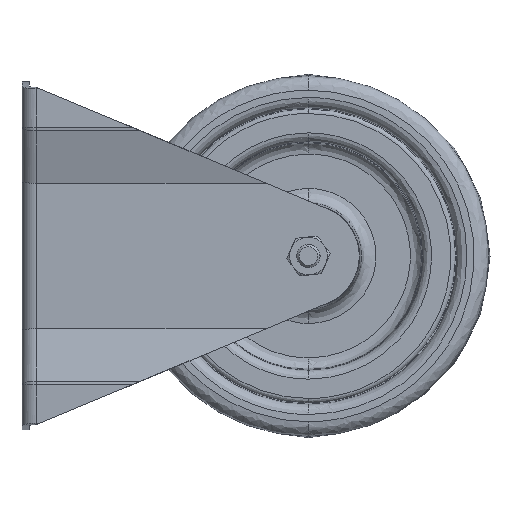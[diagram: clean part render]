
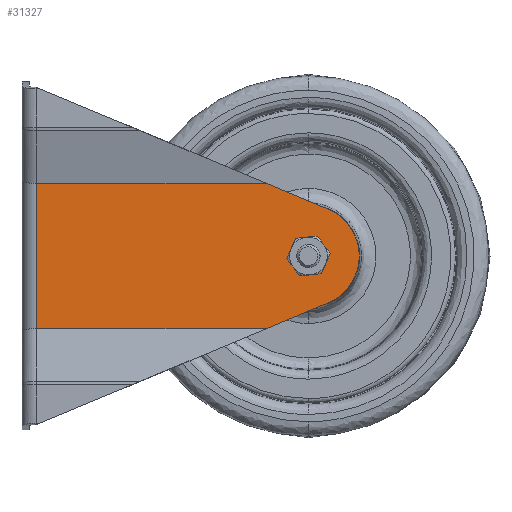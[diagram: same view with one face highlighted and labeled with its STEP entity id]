
A CAD part, left-side view. The second image highlights one B-rep face of the part: STEP entity #31327.
In plain terms, the highlighted face is planar.
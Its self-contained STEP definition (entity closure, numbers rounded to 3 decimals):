
#212 = PLANE ( 'NONE',  #15917 ) ;
#1242 = VERTEX_POINT ( 'NONE', #30418 ) ;
#1773 = CARTESIAN_POINT ( 'NONE',  ( 0., -21., 98.5 ) ) ;
#1962 = CARTESIAN_POINT ( 'NONE',  ( -25., -21., 130. ) ) ;
#2163 = CARTESIAN_POINT ( 'NONE',  ( 4.954, -21., 132.068 ) ) ;
#2408 = CARTESIAN_POINT ( 'NONE',  ( 0., -21., 102.75 ) ) ;
#2915 = CARTESIAN_POINT ( 'NONE',  ( 0., -21., 130. ) ) ;
#3180 = EDGE_CURVE ( 'NONE', #28352, #1242, #14075, .T. ) ;
#3846 = DIRECTION ( 'NONE',  ( 0., -1., 0. ) ) ;
#4388 = DIRECTION ( 'NONE',  ( 1., 0., 0. ) ) ;
#4439 = FACE_OUTER_BOUND ( 'NONE', #24324, .T. ) ;
#4929 = VECTOR ( 'NONE', #23702, 1000. ) ;
#5544 = DIRECTION ( 'NONE',  ( 1., 0., 0. ) ) ;
#5857 = CARTESIAN_POINT ( 'NONE',  ( 25., -21., 130. ) ) ;
#5945 = ORIENTED_EDGE ( 'NONE', *, *, #22897, .F. ) ;
#6069 = LINE ( 'NONE', #1962, #32393 ) ;
#6616 = CARTESIAN_POINT ( 'NONE',  ( 16.15, -21., 105.24 ) ) ;
#7170 = DIRECTION ( 'NONE',  ( 0., 0., -1. ) ) ;
#7346 = LINE ( 'NONE', #32749, #14130 ) ;
#8044 = EDGE_CURVE ( 'NONE', #22404, #19825, #31323, .T. ) ;
#8601 = DIRECTION ( 'NONE',  ( -0.385, 0., 0.923 ) ) ;
#9717 = ORIENTED_EDGE ( 'NONE', *, *, #12799, .T. ) ;
#11368 = CARTESIAN_POINT ( 'NONE',  ( 0., -21., 98.5 ) ) ;
#12020 = CARTESIAN_POINT ( 'NONE',  ( 25., -21., 5. ) ) ;
#12771 = AXIS2_PLACEMENT_3D ( 'NONE', #11368, #29178, #13912 ) ;
#12799 = EDGE_CURVE ( 'NONE', #29388, #28352, #21444, .T. ) ;
#13912 = DIRECTION ( 'NONE',  ( 1., 0., 0. ) ) ;
#14075 = CIRCLE ( 'NONE', #17366, 17.5 ) ;
#14130 = VECTOR ( 'NONE', #20013, 1000. ) ;
#14202 = AXIS2_PLACEMENT_3D ( 'NONE', #1773, #19668, #4388 ) ;
#14686 = VECTOR ( 'NONE', #8601, 1000. ) ;
#15242 = CARTESIAN_POINT ( 'NONE',  ( 25., -21., 84.034 ) ) ;
#15594 = CARTESIAN_POINT ( 'NONE',  ( -25., -21., 84.034 ) ) ;
#15867 = ORIENTED_EDGE ( 'NONE', *, *, #3180, .T. ) ;
#15917 = AXIS2_PLACEMENT_3D ( 'NONE', #2915, #20817, #5544 ) ;
#16612 = EDGE_LOOP ( 'NONE', ( #5945, #19649 ) ) ;
#17277 = EDGE_CURVE ( 'NONE', #29388, #19825, #24505, .T. ) ;
#17366 = AXIS2_PLACEMENT_3D ( 'NONE', #19158, #3846, #21720 ) ;
#17419 = ORIENTED_EDGE ( 'NONE', *, *, #28053, .F. ) ;
#17753 = VECTOR ( 'NONE', #29859, 1000. ) ;
#18042 = EDGE_CURVE ( 'NONE', #31257, #22404, #6069, .T. ) ;
#19158 = CARTESIAN_POINT ( 'NONE',  ( 0., -21., 98.5 ) ) ;
#19649 = ORIENTED_EDGE ( 'NONE', *, *, #26235, .F. ) ;
#19668 = DIRECTION ( 'NONE',  ( 0., -1., 0. ) ) ;
#19825 = VERTEX_POINT ( 'NONE', #20002 ) ;
#20002 = CARTESIAN_POINT ( 'NONE',  ( 25., -21., 5. ) ) ;
#20013 = DIRECTION ( 'NONE',  ( 0.385, 0., 0.923 ) ) ;
#20241 = VERTEX_POINT ( 'NONE', #2408 ) ;
#20291 = ORIENTED_EDGE ( 'NONE', *, *, #8044, .T. ) ;
#20817 = DIRECTION ( 'NONE',  ( 0., -1., 0. ) ) ;
#21444 = LINE ( 'NONE', #2163, #14686 ) ;
#21720 = DIRECTION ( 'NONE',  ( 1., 0., 0. ) ) ;
#22404 = VERTEX_POINT ( 'NONE', #31688 ) ;
#22897 = EDGE_CURVE ( 'NONE', #20241, #24902, #28804, .T. ) ;
#23658 = ORIENTED_EDGE ( 'NONE', *, *, #17277, .F. ) ;
#23702 = DIRECTION ( 'NONE',  ( 0., 0., -1. ) ) ;
#23787 = ORIENTED_EDGE ( 'NONE', *, *, #18042, .T. ) ;
#24324 = EDGE_LOOP ( 'NONE', ( #9717, #15867, #17419, #23787, #20291, #23658 ) ) ;
#24505 = LINE ( 'NONE', #5857, #4929 ) ;
#24902 = VERTEX_POINT ( 'NONE', #28321 ) ;
#26235 = EDGE_CURVE ( 'NONE', #24902, #20241, #26249, .T. ) ;
#26249 = CIRCLE ( 'NONE', #12771, 4.25 ) ;
#28053 = EDGE_CURVE ( 'NONE', #31257, #1242, #7346, .T. ) ;
#28321 = CARTESIAN_POINT ( 'NONE',  ( 0., -21., 94.25 ) ) ;
#28352 = VERTEX_POINT ( 'NONE', #6616 ) ;
#28804 = CIRCLE ( 'NONE', #14202, 4.25 ) ;
#29178 = DIRECTION ( 'NONE',  ( 0., -1., 0. ) ) ;
#29388 = VERTEX_POINT ( 'NONE', #15242 ) ;
#29859 = DIRECTION ( 'NONE',  ( 1., 0., 0. ) ) ;
#30050 = FACE_BOUND ( 'NONE', #16612, .T. ) ;
#30418 = CARTESIAN_POINT ( 'NONE',  ( -16.15, -21., 105.24 ) ) ;
#31257 = VERTEX_POINT ( 'NONE', #15594 ) ;
#31323 = LINE ( 'NONE', #12020, #17753 ) ;
#31327 = ADVANCED_FACE ( 'NONE', ( #30050, #4439 ), #212, .T. ) ;
#31688 = CARTESIAN_POINT ( 'NONE',  ( -25., -21., 5. ) ) ;
#32393 = VECTOR ( 'NONE', #7170, 1000. ) ;
#32749 = CARTESIAN_POINT ( 'NONE',  ( -4.954, -21., 132.068 ) ) ;
